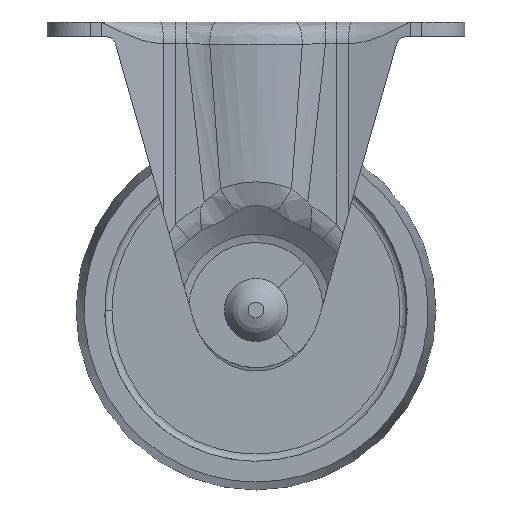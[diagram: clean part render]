
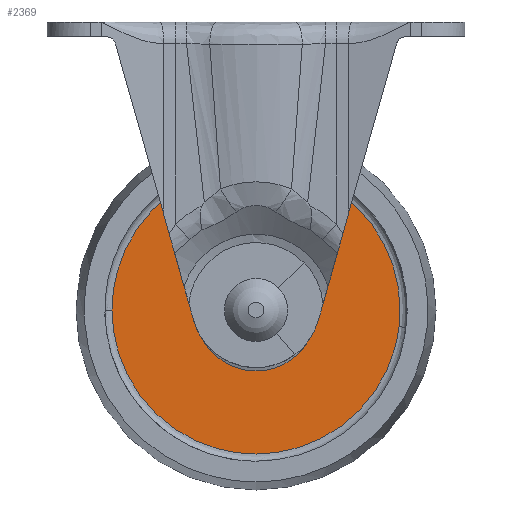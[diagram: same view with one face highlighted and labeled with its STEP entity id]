
A CAD part, front view. The second image highlights one B-rep face of the part: STEP entity #2369.
In plain terms, the highlighted free-form (B-spline) face has degree [1, 1] with [2, 2] control points.
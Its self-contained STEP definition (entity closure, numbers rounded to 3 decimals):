
#1796=CARTESIAN_POINT('',(-2.637,-5.5,8.045));
#1797=VERTEX_POINT('',#1796);
#1811=CARTESIAN_POINT('',(0.0,-5.5,-8.466));
#1812=VERTEX_POINT('',#1811);
#1813=CARTESIAN_POINT('',(-2.637,-5.5,8.045));
#1814=CARTESIAN_POINT('',(-8.466,-5.5,6.134));
#1815=CARTESIAN_POINT('',(-8.466,-5.5,0.));
#1816=CARTESIAN_POINT('',(-8.466,-5.5,-8.466));
#1817=CARTESIAN_POINT('',(0.0,-5.5,-8.466));
#1825=(BOUNDED_CURVE()B_SPLINE_CURVE(2,(#1813,#1814,#1815,#1816,#1817),.UNSPECIFIED.,.F.,.U.)B_SPLINE_CURVE_WITH_KNOTS((3,2,3),(0.553,0.75,1.0),.UNSPECIFIED.)CURVE()GEOMETRIC_REPRESENTATION_ITEM()RATIONAL_B_SPLINE_CURVE((0.902,0.769,1.0,0.707,1.0))REPRESENTATION_ITEM(''));
#1826=EDGE_CURVE('',#1797,#1812,#1825,.T.);
#1828=CARTESIAN_POINT('',(8.295,-5.5,1.691));
#1829=VERTEX_POINT('',#1828);
#1830=CARTESIAN_POINT('',(0.0,-5.5,-8.466));
#1831=CARTESIAN_POINT('',(8.466,-5.5,-8.466));
#1832=CARTESIAN_POINT('',(8.466,-5.5,0.));
#1833=CARTESIAN_POINT('',(8.466,-5.5,0.854));
#1834=CARTESIAN_POINT('',(8.295,-5.5,1.691));
#1842=(BOUNDED_CURVE()B_SPLINE_CURVE(2,(#1830,#1831,#1832,#1833,#1834),.UNSPECIFIED.,.F.,.U.)B_SPLINE_CURVE_WITH_KNOTS((3,2,3),(0.0,0.25,0.284),.UNSPECIFIED.)CURVE()GEOMETRIC_REPRESENTATION_ITEM()RATIONAL_B_SPLINE_CURVE((1.0,0.707,1.0,0.96,0.931))REPRESENTATION_ITEM(''));
#1843=EDGE_CURVE('',#1812,#1829,#1842,.T.);
#1890=CARTESIAN_POINT('',(0.0,-5.5,8.466));
#1891=VERTEX_POINT('',#1890);
#1892=CARTESIAN_POINT('',(8.295,-5.5,1.691));
#1893=CARTESIAN_POINT('',(6.914,-5.5,8.466));
#1894=CARTESIAN_POINT('',(0.0,-5.5,8.466));
#1902=(BOUNDED_CURVE()B_SPLINE_CURVE(2,(#1892,#1893,#1894),.UNSPECIFIED.,.F.,.U.)B_SPLINE_CURVE_WITH_KNOTS((3,3),(0.284,0.5),.UNSPECIFIED.)CURVE()GEOMETRIC_REPRESENTATION_ITEM()RATIONAL_B_SPLINE_CURVE((0.931,0.747,1.0))REPRESENTATION_ITEM(''));
#1903=EDGE_CURVE('',#1829,#1891,#1902,.T.);
#1905=CARTESIAN_POINT('',(0.0,-5.5,8.466));
#1906=CARTESIAN_POINT('',(-1.352,-5.5,8.466));
#1907=CARTESIAN_POINT('',(-2.637,-5.5,8.045));
#1915=(BOUNDED_CURVE()B_SPLINE_CURVE(2,(#1905,#1906,#1907),.UNSPECIFIED.,.F.,.U.)B_SPLINE_CURVE_WITH_KNOTS((3,3),(0.5,0.553),.UNSPECIFIED.)CURVE()GEOMETRIC_REPRESENTATION_ITEM()RATIONAL_B_SPLINE_CURVE((1.0,0.938,0.902))REPRESENTATION_ITEM(''));
#1916=EDGE_CURVE('',#1891,#1797,#1915,.T.);
#1951=CARTESIAN_POINT('',(19.866,-5.5,-2.309));
#1952=VERTEX_POINT('',#1951);
#1953=CARTESIAN_POINT('',(0.0,-5.5,20.0));
#1954=VERTEX_POINT('',#1953);
#1955=CARTESIAN_POINT('',(19.866,-5.5,-2.309));
#1956=CARTESIAN_POINT('',(20.,-5.5,-1.159));
#1957=CARTESIAN_POINT('',(20.0,-5.5,0.));
#1958=CARTESIAN_POINT('',(20.,-5.5,20.));
#1959=CARTESIAN_POINT('',(0.0,-5.5,20.0));
#1967=(BOUNDED_CURVE()B_SPLINE_CURVE(2,(#1955,#1956,#1957,#1958,#1959),.UNSPECIFIED.,.F.,.U.)B_SPLINE_CURVE_WITH_KNOTS((3,2,3),(0.23,0.25,0.5),.UNSPECIFIED.)CURVE()GEOMETRIC_REPRESENTATION_ITEM()RATIONAL_B_SPLINE_CURVE((0.957,0.977,1.0,0.707,1.0))REPRESENTATION_ITEM(''));
#1968=EDGE_CURVE('',#1952,#1954,#1967,.T.);
#1987=CARTESIAN_POINT('',(-20.,-5.5,0.));
#1988=VERTEX_POINT('',#1987);
#2002=CARTESIAN_POINT('',(0.0,-5.5,20.0));
#2003=CARTESIAN_POINT('',(-20.,-5.5,20.0));
#2004=CARTESIAN_POINT('',(-20.,-5.5,0.));
#2012=(BOUNDED_CURVE()B_SPLINE_CURVE(2,(#2002,#2003,#2004),.UNSPECIFIED.,.F.,.U.)B_SPLINE_CURVE_WITH_KNOTS((3,3),(0.5,0.75),.UNSPECIFIED.)CURVE()GEOMETRIC_REPRESENTATION_ITEM()RATIONAL_B_SPLINE_CURVE((1.0,0.707,1.))REPRESENTATION_ITEM(''));
#2013=EDGE_CURVE('',#1954,#1988,#2012,.T.);
#2041=CARTESIAN_POINT('',(0.0,-5.5,-20.0));
#2042=VERTEX_POINT('',#2041);
#2043=CARTESIAN_POINT('',(0.0,-5.5,-20.0));
#2044=CARTESIAN_POINT('',(17.81,-5.5,-20.));
#2045=CARTESIAN_POINT('',(19.866,-5.5,-2.309));
#2053=(BOUNDED_CURVE()B_SPLINE_CURVE(2,(#2043,#2044,#2045),.UNSPECIFIED.,.F.,.U.)B_SPLINE_CURVE_WITH_KNOTS((3,3),(0.0,0.23),.UNSPECIFIED.)CURVE()GEOMETRIC_REPRESENTATION_ITEM()RATIONAL_B_SPLINE_CURVE((1.0,0.731,0.957))REPRESENTATION_ITEM(''));
#2054=EDGE_CURVE('',#2042,#1952,#2053,.T.);
#2056=CARTESIAN_POINT('',(-20.,-5.5,0.));
#2057=CARTESIAN_POINT('',(-20.,-5.5,-20.));
#2058=CARTESIAN_POINT('',(0.0,-5.5,-20.0));
#2066=(BOUNDED_CURVE()B_SPLINE_CURVE(2,(#2056,#2057,#2058),.UNSPECIFIED.,.F.,.U.)B_SPLINE_CURVE_WITH_KNOTS((3,3),(0.75,1.0),.UNSPECIFIED.)CURVE()GEOMETRIC_REPRESENTATION_ITEM()RATIONAL_B_SPLINE_CURVE((1.,0.707,1.0))REPRESENTATION_ITEM(''));
#2067=EDGE_CURVE('',#1988,#2042,#2066,.T.);
#2352=CARTESIAN_POINT('',(-21.998,-5.5,-21.998));
#2353=CARTESIAN_POINT('',(-21.998,-5.5,21.998));
#2354=CARTESIAN_POINT('',(21.998,-5.5,-21.998));
#2355=CARTESIAN_POINT('',(21.998,-5.5,21.998));
#2356=B_SPLINE_SURFACE_WITH_KNOTS('',1,1,((#2352,#2354),(#2353,#2355)),.UNSPECIFIED.,.F.,.F.,.U.,(2,2),(2,2),(0.0,43.996),(0.0,43.996),.UNSPECIFIED.);
#2357=ORIENTED_EDGE('',*,*,#2054,.T.);
#2358=ORIENTED_EDGE('',*,*,#1968,.T.);
#2359=ORIENTED_EDGE('',*,*,#2013,.T.);
#2360=ORIENTED_EDGE('',*,*,#2067,.T.);
#2361=EDGE_LOOP('',(#2357,#2358,#2359,#2360));
#2362=FACE_OUTER_BOUND('',#2361,.T.);
#2363=ORIENTED_EDGE('',*,*,#1843,.F.);
#2364=ORIENTED_EDGE('',*,*,#1826,.F.);
#2365=ORIENTED_EDGE('',*,*,#1916,.F.);
#2366=ORIENTED_EDGE('',*,*,#1903,.F.);
#2367=EDGE_LOOP('',(#2363,#2364,#2365,#2366));
#2368=FACE_BOUND('',#2367,.T.);
#2369=ADVANCED_FACE('',(#2362,#2368),#2356,.F.);
